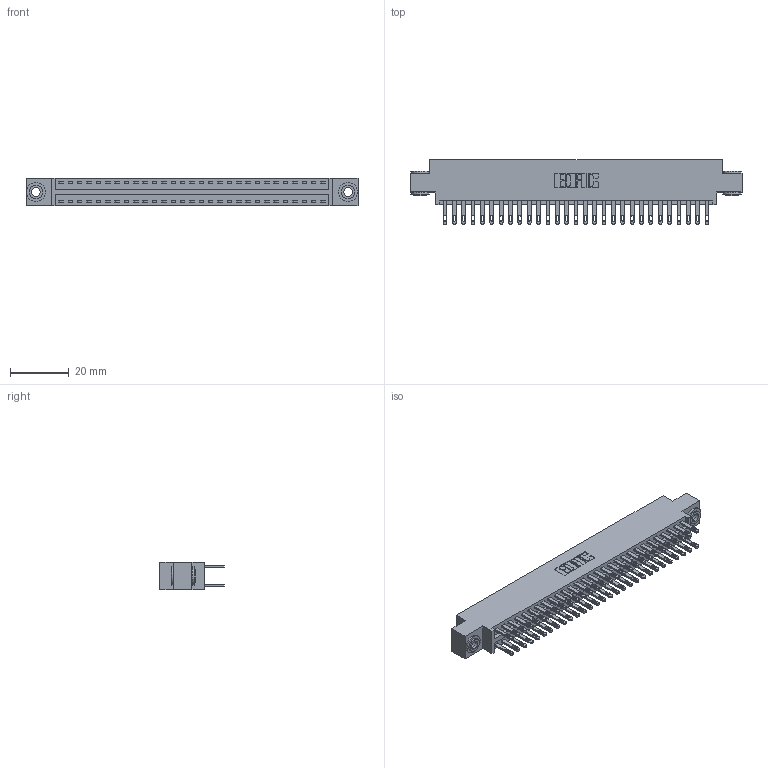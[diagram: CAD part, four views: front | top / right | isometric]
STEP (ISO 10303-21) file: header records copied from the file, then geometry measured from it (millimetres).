
FILE_DESCRIPTION (( 'STEP AP203' ), '1' );
FILE_NAME ('346-058-500-803.STEP', '2022-05-21T07:24:33', ( '' ), ( '' ), 'SwSTEP 2.0', 'SolidWorks 2020', '' );
FILE_SCHEMA (( 'CONFIG_CONTROL_DESIGN' ));
Length unit declared in the file: inch
Products named in the file (4): 346-058-500-803; 345-292-001_345-293-100; 346 Part_0.170 Offset - 0.156 Dia-TH; 345-250-002_345-250-002-102
Assembly tree (61 placements, depth 2):
  346-058-500-803
    346 Part_0.170 Offset - 0.156 Dia-TH
    345-292-001_345-293-100  x58
    345-250-002_345-250-002-102  x2
Bounding box: 112.65 x 21.84 x 9.4 mm (x, y, z)
Volume: 10907.6 mm3; surface area: 15824.3 mm2
Topology: 61 solids, 61 shells, 2962 faces, 8979 edges, 5982 vertices
Faces by surface type: plane 1786, cylinder 1168, cone 8
Entity records: 21804 total; most frequent: CARTESIAN_POINT 3593, ORIENTED_EDGE 3518, DIRECTION 3249, EDGE_CURVE 1759, LINE 1483, VECTOR 1483, VERTEX_POINT 1170, AXIS2_PLACEMENT_3D 883
